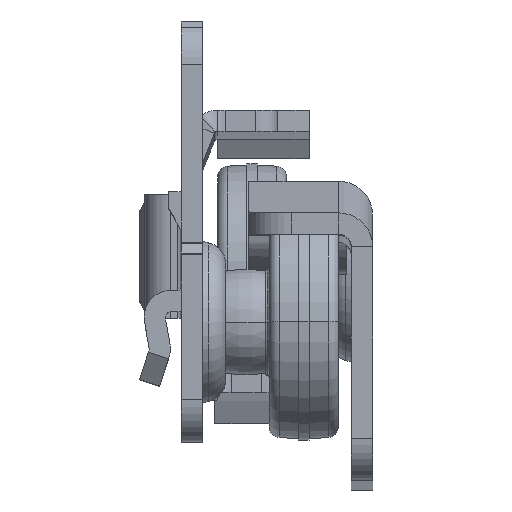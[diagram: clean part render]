
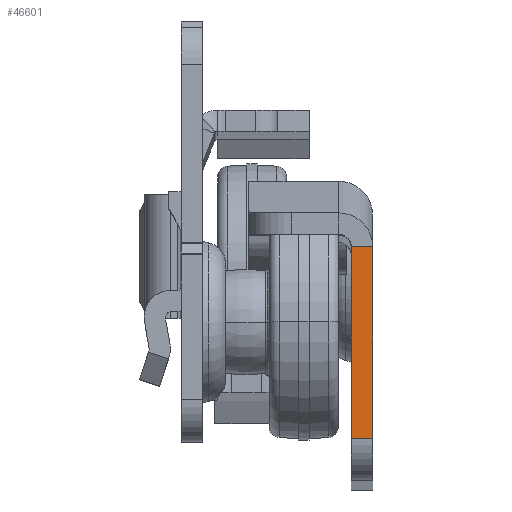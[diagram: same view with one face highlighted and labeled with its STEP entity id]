
A CAD part, top view. The second image highlights one B-rep face of the part: STEP entity #46601.
In plain terms, the highlighted planar face has unit normal (0, 0, 1).
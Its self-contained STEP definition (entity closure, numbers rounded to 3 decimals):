
#822 = LINE ( 'NONE', #30080, #51339 ) ;
#1079 = DIRECTION ( 'NONE',  ( 0., -1., 0. ) ) ;
#2024 = LINE ( 'NONE', #48039, #24967 ) ;
#2833 = CARTESIAN_POINT ( 'NONE',  ( -2., -7.75, 495.5 ) ) ;
#3777 = EDGE_LOOP ( 'NONE', ( #10690, #29782, #24508, #24334 ) ) ;
#3940 = CARTESIAN_POINT ( 'NONE',  ( -2., 10.226, 495.5 ) ) ;
#6050 = DIRECTION ( 'NONE',  ( 1., 0., 0. ) ) ;
#8613 = CARTESIAN_POINT ( 'NONE',  ( -2., -11.75, 495.5 ) ) ;
#10690 = ORIENTED_EDGE ( 'NONE', *, *, #14703, .F. ) ;
#11854 = LINE ( 'NONE', #15397, #43506 ) ;
#14703 = EDGE_CURVE ( 'NONE', #28338, #21094, #2024, .T. ) ;
#15397 = CARTESIAN_POINT ( 'NONE',  ( -2., -7.75, 495.5 ) ) ;
#16449 = EDGE_CURVE ( 'NONE', #21094, #51288, #37339, .T. ) ;
#16727 = CARTESIAN_POINT ( 'NONE',  ( 0., -11.75, 495.5 ) ) ;
#16987 = DIRECTION ( 'NONE',  ( 0., 0., 1. ) ) ;
#19033 = CARTESIAN_POINT ( 'NONE',  ( 0., 10.226, 495.5 ) ) ;
#19586 = AXIS2_PLACEMENT_3D ( 'NONE', #8613, #16987, #29502 ) ;
#19698 = EDGE_CURVE ( 'NONE', #28338, #20101, #822, .T. ) ;
#20101 = VERTEX_POINT ( 'NONE', #2833 ) ;
#21094 = VERTEX_POINT ( 'NONE', #19033 ) ;
#21348 = FACE_OUTER_BOUND ( 'NONE', #3777, .T. ) ;
#24334 = ORIENTED_EDGE ( 'NONE', *, *, #16449, .F. ) ;
#24508 = ORIENTED_EDGE ( 'NONE', *, *, #32568, .T. ) ;
#24967 = VECTOR ( 'NONE', #6050, 1000. ) ;
#27609 = DIRECTION ( 'NONE',  ( 1., 0., 0. ) ) ;
#28338 = VERTEX_POINT ( 'NONE', #3940 ) ;
#29257 = DIRECTION ( 'NONE',  ( 0., -1., 0. ) ) ;
#29502 = DIRECTION ( 'NONE',  ( 1., 0., 0. ) ) ;
#29782 = ORIENTED_EDGE ( 'NONE', *, *, #19698, .T. ) ;
#30080 = CARTESIAN_POINT ( 'NONE',  ( -2., -11.75, 495.5 ) ) ;
#32568 = EDGE_CURVE ( 'NONE', #20101, #51288, #11854, .T. ) ;
#37339 = LINE ( 'NONE', #16727, #44167 ) ;
#42466 = PLANE ( 'NONE',  #19586 ) ;
#43506 = VECTOR ( 'NONE', #27609, 1000. ) ;
#44167 = VECTOR ( 'NONE', #29257, 1000. ) ;
#44553 = CARTESIAN_POINT ( 'NONE',  ( 0., -7.75, 495.5 ) ) ;
#46601 = ADVANCED_FACE ( 'NONE', ( #21348 ), #42466, .T. ) ;
#48039 = CARTESIAN_POINT ( 'NONE',  ( -2., 10.226, 495.5 ) ) ;
#51288 = VERTEX_POINT ( 'NONE', #44553 ) ;
#51339 = VECTOR ( 'NONE', #1079, 1000. ) ;
